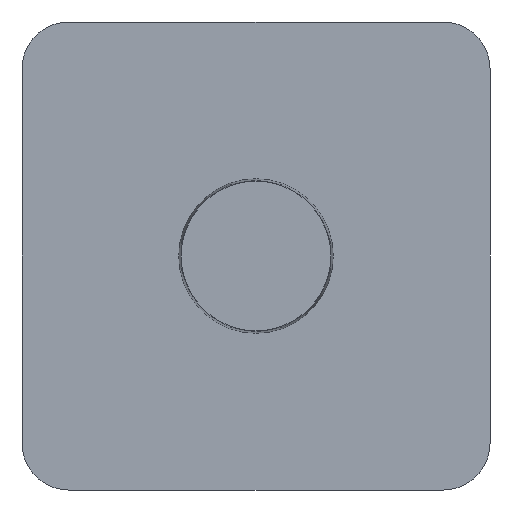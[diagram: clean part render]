
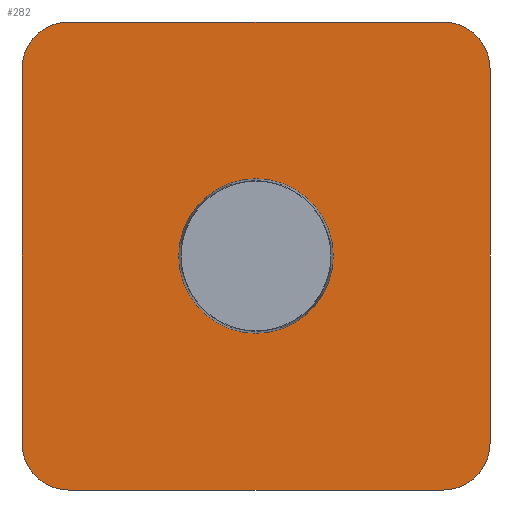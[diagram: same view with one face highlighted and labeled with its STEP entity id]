
A CAD part, front view. The second image highlights one B-rep face of the part: STEP entity #282.
In plain terms, the highlighted planar face has unit normal (0, -1, 0).
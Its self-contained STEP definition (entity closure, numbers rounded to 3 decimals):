
#18=FACE_BOUND('',#75,.T.);
#28=PLANE('',#339);
#53=FACE_OUTER_BOUND('',#74,.T.);
#74=EDGE_LOOP('',(#255,#256,#257,#258,#259,#260,#261,#262));
#75=EDGE_LOOP('',(#263));
#81=LINE('',#451,#101);
#87=LINE('',#477,#107);
#90=LINE('',#485,#110);
#95=LINE('',#507,#115);
#101=VECTOR('',#361,10.);
#107=VECTOR('',#387,10.);
#110=VECTOR('',#396,10.);
#115=VECTOR('',#427,10.);
#116=CIRCLE('',#307,8.25);
#119=CIRCLE('',#311,5.);
#126=CIRCLE('',#321,5.);
#127=CIRCLE('',#324,5.);
#128=CIRCLE('',#327,5.);
#132=VERTEX_POINT('',#432);
#136=VERTEX_POINT('',#441);
#137=VERTEX_POINT('',#443);
#139=VERTEX_POINT('',#449);
#148=VERTEX_POINT('',#471);
#149=VERTEX_POINT('',#475);
#150=VERTEX_POINT('',#479);
#151=VERTEX_POINT('',#483);
#152=VERTEX_POINT('',#487);
#156=EDGE_CURVE('',#132,#132,#116,.T.);
#161=EDGE_CURVE('',#136,#137,#119,.T.);
#165=EDGE_CURVE('',#139,#136,#81,.T.);
#176=EDGE_CURVE('',#148,#139,#126,.T.);
#178=EDGE_CURVE('',#149,#148,#87,.T.);
#180=EDGE_CURVE('',#150,#149,#127,.T.);
#182=EDGE_CURVE('',#151,#150,#90,.T.);
#184=EDGE_CURVE('',#152,#151,#128,.T.);
#191=EDGE_CURVE('',#137,#152,#95,.T.);
#255=ORIENTED_EDGE('',*,*,#161,.F.);
#256=ORIENTED_EDGE('',*,*,#165,.F.);
#257=ORIENTED_EDGE('',*,*,#176,.F.);
#258=ORIENTED_EDGE('',*,*,#178,.F.);
#259=ORIENTED_EDGE('',*,*,#180,.F.);
#260=ORIENTED_EDGE('',*,*,#182,.F.);
#261=ORIENTED_EDGE('',*,*,#184,.F.);
#262=ORIENTED_EDGE('',*,*,#191,.F.);
#263=ORIENTED_EDGE('',*,*,#156,.T.);
#282=ADVANCED_FACE('',(#53,#18),#28,.F.);
#307=AXIS2_PLACEMENT_3D('',#433,#344,#345);
#311=AXIS2_PLACEMENT_3D('',#444,#354,#355);
#321=AXIS2_PLACEMENT_3D('',#473,#382,#383);
#324=AXIS2_PLACEMENT_3D('',#481,#391,#392);
#327=AXIS2_PLACEMENT_3D('',#489,#400,#401);
#339=AXIS2_PLACEMENT_3D('',#508,#428,#429);
#344=DIRECTION('center_axis',(0.,1.,0.));
#345=DIRECTION('ref_axis',(0.,0.,1.));
#354=DIRECTION('center_axis',(0.,1.,0.));
#355=DIRECTION('ref_axis',(-0.707,0.,0.707));
#361=DIRECTION('',(0.,0.,1.));
#382=DIRECTION('center_axis',(0.,1.,0.));
#383=DIRECTION('ref_axis',(-0.707,0.,-0.707));
#387=DIRECTION('',(-1.,0.,0.));
#391=DIRECTION('center_axis',(0.,1.,0.));
#392=DIRECTION('ref_axis',(0.707,0.,-0.707));
#396=DIRECTION('',(0.,0.,-1.));
#400=DIRECTION('center_axis',(0.,1.,0.));
#401=DIRECTION('ref_axis',(0.707,0.,0.707));
#427=DIRECTION('',(1.,0.,0.));
#428=DIRECTION('center_axis',(0.,1.,0.));
#429=DIRECTION('ref_axis',(0.,0.,1.));
#432=CARTESIAN_POINT('',(0.,0.,-8.25));
#433=CARTESIAN_POINT('Origin',(0.,0.,0.));
#441=CARTESIAN_POINT('',(-25.,0.,20.));
#443=CARTESIAN_POINT('',(-20.,0.,25.));
#444=CARTESIAN_POINT('Origin',(-20.,0.,20.));
#449=CARTESIAN_POINT('',(-25.,0.,-20.));
#451=CARTESIAN_POINT('',(-25.,0.,-25.));
#471=CARTESIAN_POINT('',(-20.,0.,-25.));
#473=CARTESIAN_POINT('Origin',(-20.,0.,-20.));
#475=CARTESIAN_POINT('',(20.,0.,-25.));
#477=CARTESIAN_POINT('',(25.,0.,-25.));
#479=CARTESIAN_POINT('',(25.,0.,-20.));
#481=CARTESIAN_POINT('Origin',(20.,0.,-20.));
#483=CARTESIAN_POINT('',(25.,0.,20.));
#485=CARTESIAN_POINT('',(25.,0.,25.));
#487=CARTESIAN_POINT('',(20.,0.,25.));
#489=CARTESIAN_POINT('Origin',(20.,0.,20.));
#507=CARTESIAN_POINT('',(-25.,0.,25.));
#508=CARTESIAN_POINT('Origin',(0.,0.,0.));
